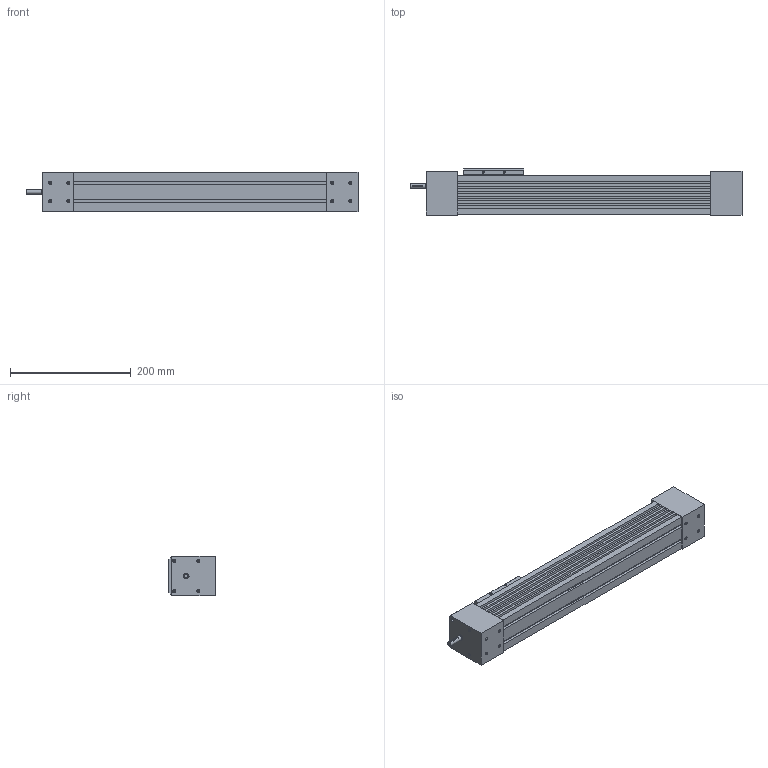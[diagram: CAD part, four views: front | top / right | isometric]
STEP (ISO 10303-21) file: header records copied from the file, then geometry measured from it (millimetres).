
FILE_DESCRIPTION((''),'2;1');
FILE_NAME('MSL60-S-Hub 300.stp','2012-10-11T10:30:12',('hartung_david'),(''),'Autodesk Inventor 2012','Autodesk Inventor 2012','');
FILE_SCHEMA(('AUTOMOTIVE_DESIGN { 1 0 10303 214 1 1 1 1 }'));
Length unit declared in the file: millimetre
Products named in the file (4): MSL60-S-Hub 300; MSL60-S-Hub 300-010; MSL60-S-Hub 300-020; MSL60-S-Hub 300-030
Assembly tree (3 placements, depth 2):
  MSL60-S-Hub 300
    MSL60-S-Hub 300-010
    MSL60-S-Hub 300-020
    MSL60-S-Hub 300-030
Bounding box: 551 x 76.5 x 65 mm (x, y, z)
Volume: 2065516.3 mm3; surface area: 253859.2 mm2
Topology: 3 solids, 3 shells, 228 faces, 613 edges, 396 vertices
Faces by surface type: plane 155, cone 46, cylinder 27
Full cylindrical faces by diameter (mm): 3.242 x2, 4.134 x20, 5 x2, 7.6 x1
Entity records: 6840 total; most frequent: CARTESIAN_POINT 1155, DIRECTION 1064, ORIENTED_EDGE 1032, EDGE_CURVE 516, VECTOR 434, LINE 434, VERTEX_POINT 370, EDGE_LOOP 316
